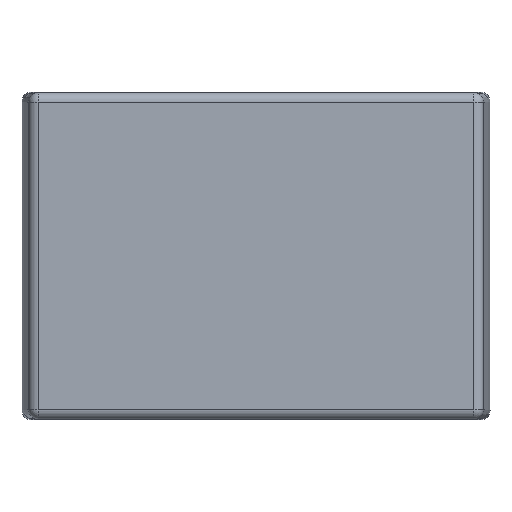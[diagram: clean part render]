
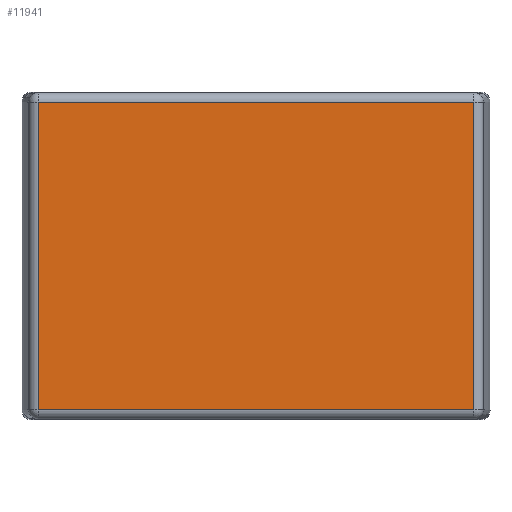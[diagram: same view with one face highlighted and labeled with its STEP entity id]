
A CAD part, front view. The second image highlights one B-rep face of the part: STEP entity #11941.
In plain terms, the highlighted planar face has unit normal (0, -1, 0).
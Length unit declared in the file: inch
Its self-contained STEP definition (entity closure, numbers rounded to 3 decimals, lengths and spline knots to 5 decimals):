
#4208=DIRECTION('',(-1.,0.,0.));
#4209=VECTOR('',#4208,5.65946);
#4210=CARTESIAN_POINT('',(2.82973,-1.125,1.99627));
#4211=LINE('',#4210,#4209);
#4221=DIRECTION('',(0.,0.,-1.));
#4222=VECTOR('',#4221,3.99254);
#4223=CARTESIAN_POINT('',(2.82973,-1.125,1.99627));
#4224=LINE('',#4223,#4222);
#4278=DIRECTION('',(1.,0.,0.));
#4279=VECTOR('',#4278,5.65946);
#4280=CARTESIAN_POINT('',(-2.82973,-1.125,-1.99627));
#4281=LINE('',#4280,#4279);
#4325=DIRECTION('',(0.,0.,1.));
#4326=VECTOR('',#4325,3.99254);
#4327=CARTESIAN_POINT('',(-2.82973,-1.125,-1.99627));
#4328=LINE('',#4327,#4326);
#4434=CARTESIAN_POINT('',(2.82973,-1.125,-1.99627));
#4435=VERTEX_POINT('',#4434);
#4440=CARTESIAN_POINT('',(-2.82973,-1.125,-1.99627));
#4441=VERTEX_POINT('',#4440);
#4446=CARTESIAN_POINT('',(-2.82973,-1.125,1.99627));
#4447=VERTEX_POINT('',#4446);
#4452=CARTESIAN_POINT('',(2.82973,-1.125,1.99627));
#4453=VERTEX_POINT('',#4452);
#11927=CARTESIAN_POINT('',(0.,-1.125,0.));
#11928=DIRECTION('',(0.,-1.,0.));
#11929=DIRECTION('',(-1.,0.,0.));
#11930=AXIS2_PLACEMENT_3D('',#11927,#11928,#11929);
#11931=PLANE('',#11930);
#11933=ORIENTED_EDGE('',*,*,#11932,.T.);
#11935=ORIENTED_EDGE('',*,*,#11934,.F.);
#11937=ORIENTED_EDGE('',*,*,#11936,.T.);
#11938=ORIENTED_EDGE('',*,*,#11918,.F.);
#11939=EDGE_LOOP('',(#11933,#11935,#11937,#11938));
#11940=FACE_OUTER_BOUND('',#11939,.F.);
#11941=ADVANCED_FACE('',(#11940),#11931,.T.);
#11918=EDGE_CURVE('',#4453,#4447,#4211,.T.);
#11932=EDGE_CURVE('',#4453,#4435,#4224,.T.);
#11934=EDGE_CURVE('',#4441,#4435,#4281,.T.);
#11936=EDGE_CURVE('',#4441,#4447,#4328,.T.);
